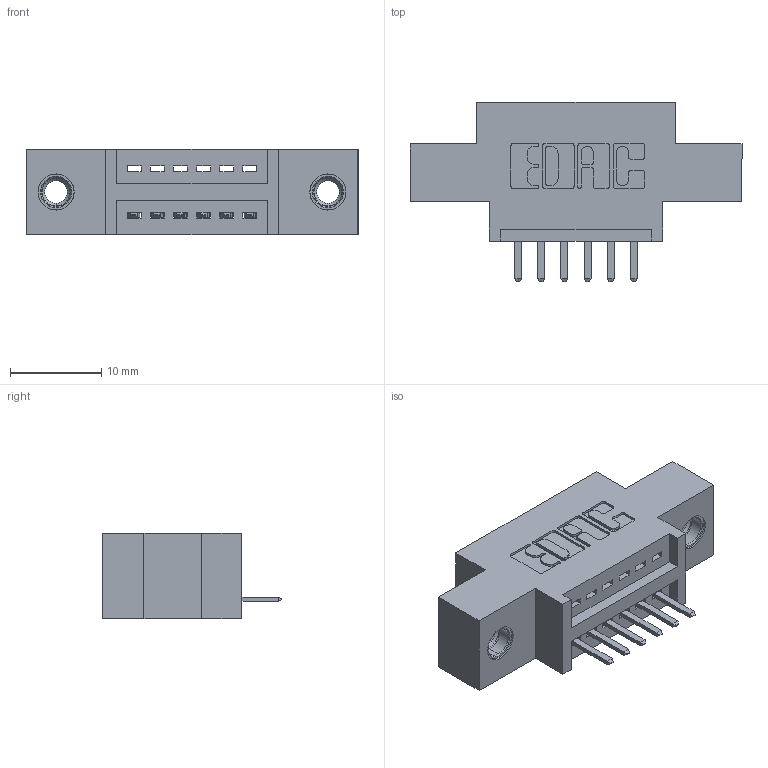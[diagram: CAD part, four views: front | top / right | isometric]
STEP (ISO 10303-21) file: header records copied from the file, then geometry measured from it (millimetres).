
FILE_DESCRIPTION (( 'STEP AP203' ), '1' );
FILE_NAME ('345-006-520-607.STEP', '2018-08-16T23:11:00', ( '' ), ( '' ), 'SwSTEP 2.0', 'SolidWorks 2016', '' );
FILE_SCHEMA (( 'CONFIG_CONTROL_DESIGN' ));
Length unit declared in the file: inch
Products named in the file (4): 345 Part_0.170 Offset - 0.156 Dia-TI; 345-292-001_345-293-120; 345-250-001_345-250-005-103; 345-006-520-607
Assembly tree (9 placements, depth 2):
  345-006-520-607
    345 Part_0.170 Offset - 0.156 Dia-TI
    345-292-001_345-293-120  x6
    345-250-001_345-250-005-103  x2
Bounding box: 36.45 x 19.68 x 9.4 mm (x, y, z)
Volume: 3022.9 mm3; surface area: 3630.5 mm2
Topology: 9 solids, 9 shells, 562 faces, 1593 edges, 1038 vertices
Faces by surface type: plane 368, cylinder 178, cone 12, torus 4
Entity records: 10794 total; most frequent: CARTESIAN_POINT 1865, ORIENTED_EDGE 1786, DIRECTION 1695, EDGE_CURVE 893, VECTOR 713, LINE 713, VERTEX_POINT 588, AXIS2_PLACEMENT_3D 491
